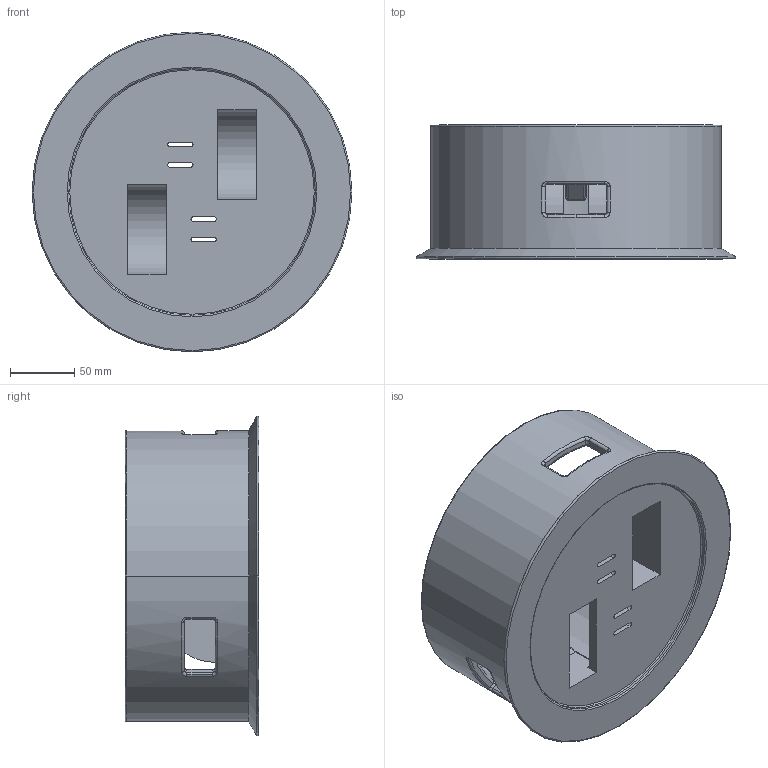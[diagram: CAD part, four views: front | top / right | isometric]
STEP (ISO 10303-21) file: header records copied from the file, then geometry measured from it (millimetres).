
FILE_DESCRIPTION (( 'STEP AP214' ), '1' );
FILE_NAME ('Shell_AsymmetricWheel_conWedgeRing.STEP', '2025-07-22T00:30:11', ( '' ), ( '' ), 'SwSTEP 2.0', 'SolidWorks 2025', '' );
FILE_SCHEMA (( 'AUTOMOTIVE_DESIGN' ));
Length unit declared in the file: millimetre
Products named in the file (1): Shell_AsymmetricWheel_conWedgeRing
Bounding box: 248.54 x 104 x 248.54 mm (x, y, z)
Volume: 927750.5 mm3; surface area: 265321.2 mm2
Topology: 1 solids, 1 shells, 230 faces, 543 edges, 314 vertices
Faces by surface type: cylinder 88, plane 56, bspline 37, torus 34, sphere 9, cone 6
Entity records: 8779 total; most frequent: CARTESIAN_POINT 3662, ORIENTED_EDGE 1074, DIRECTION 1069, EDGE_CURVE 537, AXIS2_PLACEMENT_3D 425, VERTEX_POINT 314, EDGE_LOOP 253, CIRCLE 231
